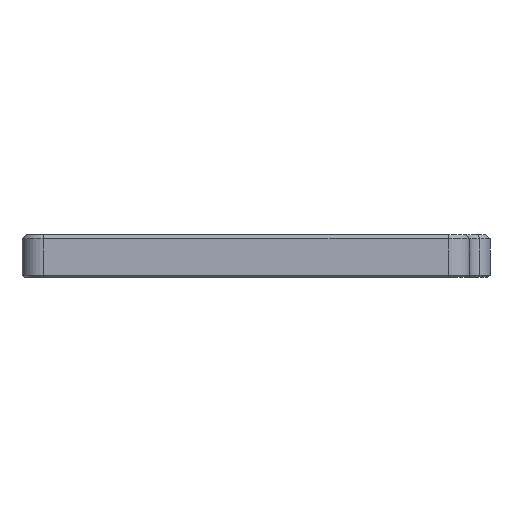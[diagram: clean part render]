
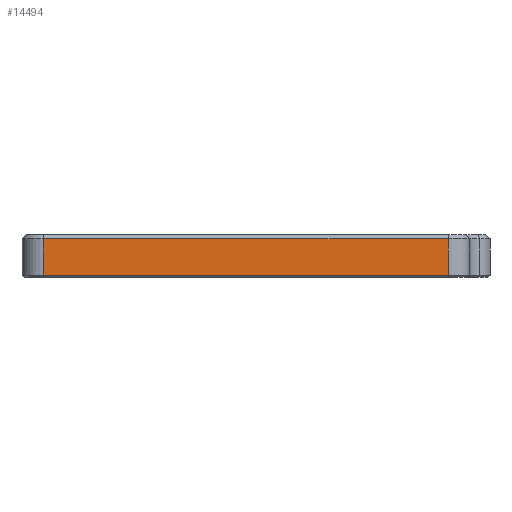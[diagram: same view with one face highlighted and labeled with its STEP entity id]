
A CAD part, left-side view. The second image highlights one B-rep face of the part: STEP entity #14494.
In plain terms, the highlighted planar face has unit normal (-1, 0, 0).
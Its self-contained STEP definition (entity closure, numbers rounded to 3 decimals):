
#769=FACE_OUTER_BOUND('',#1581,.T.);
#1581=EDGE_LOOP('',(#11110,#11111,#11112,#11113));
#3002=LINE('',#22848,#4866);
#3033=LINE('',#22932,#4897);
#3034=LINE('',#22936,#4898);
#3035=LINE('',#22937,#4899);
#4866=VECTOR('',#17019,10.);
#4897=VECTOR('',#17114,10.);
#4898=VECTOR('',#17119,10.);
#4899=VECTOR('',#17120,10.);
#6763=VERTEX_POINT('',#22843);
#6764=VERTEX_POINT('',#22847);
#6785=VERTEX_POINT('',#22931);
#6786=VERTEX_POINT('',#22935);
#8363=EDGE_CURVE('',#6763,#6764,#3002,.T.);
#8405=EDGE_CURVE('',#6764,#6785,#3033,.T.);
#8407=EDGE_CURVE('',#6786,#6763,#3034,.T.);
#8408=EDGE_CURVE('',#6785,#6786,#3035,.T.);
#11110=ORIENTED_EDGE('',*,*,#8363,.F.);
#11111=ORIENTED_EDGE('',*,*,#8407,.F.);
#11112=ORIENTED_EDGE('',*,*,#8408,.F.);
#11113=ORIENTED_EDGE('',*,*,#8405,.F.);
#13774=PLANE('',#15243);
#14494=ADVANCED_FACE('',(#769),#13774,.T.);
#15243=AXIS2_PLACEMENT_3D('',#22934,#17117,#17118);
#17019=DIRECTION('',(0.,1.,0.));
#17114=DIRECTION('',(0.,0.,1.));
#17117=DIRECTION('center_axis',(-1.,0.,0.));
#17118=DIRECTION('ref_axis',(0.,-1.,0.));
#17119=DIRECTION('',(0.,0.,-1.));
#17120=DIRECTION('',(0.,-1.,0.));
#22843=CARTESIAN_POINT('',(21.445,-30.703,0.5));
#22847=CARTESIAN_POINT('',(21.445,63.997,0.5));
#22848=CARTESIAN_POINT('',(21.445,41.631,0.5));
#22931=CARTESIAN_POINT('',(21.445,63.997,9.));
#22932=CARTESIAN_POINT('',(21.445,63.997,0.));
#22934=CARTESIAN_POINT('Origin',(21.445,68.997,0.));
#22935=CARTESIAN_POINT('',(21.445,-30.703,9.));
#22936=CARTESIAN_POINT('',(21.445,-30.703,0.));
#22937=CARTESIAN_POINT('',(21.445,41.631,9.));
